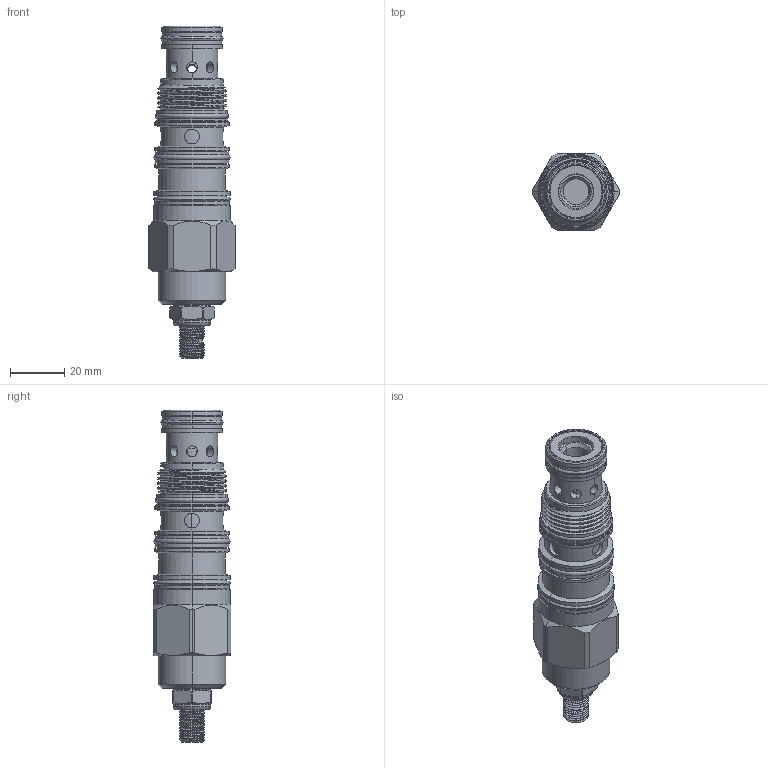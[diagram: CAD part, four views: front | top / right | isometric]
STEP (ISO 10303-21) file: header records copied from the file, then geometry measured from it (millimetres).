
FILE_DESCRIPTION (( 'STEP AP203' ), '1' );
FILE_NAME ('PW22A40(43)(45)-L.STEP', '2020-03-23T06:05:58', ( '' ), ( '' ), 'SwSTEP 2.0', 'SolidWorks 2018', '' );
FILE_SCHEMA (( 'CONFIG_CONTROL_DESIGN' ));
Length unit declared in the file: millimetre
Products named in the file (1): PW22A40(43)(45)-L
Bounding box: 31.8 x 28.57 x 122.53 mm (x, y, z)
Volume: 51748.8 mm3; surface area: 17219.1 mm2
Topology: 8 solids, 12 shells, 379 faces, 934 edges, 578 vertices
Faces by surface type: cylinder 210, plane 74, cone 48, torus 38, bspline 9
Entity records: 20773 total; most frequent: CARTESIAN_POINT 11921, ORIENTED_EDGE 1864, DIRECTION 1822, EDGE_CURVE 932, AXIS2_PLACEMENT_3D 762, VERTEX_POINT 578, EDGE_LOOP 440, CIRCLE 391
